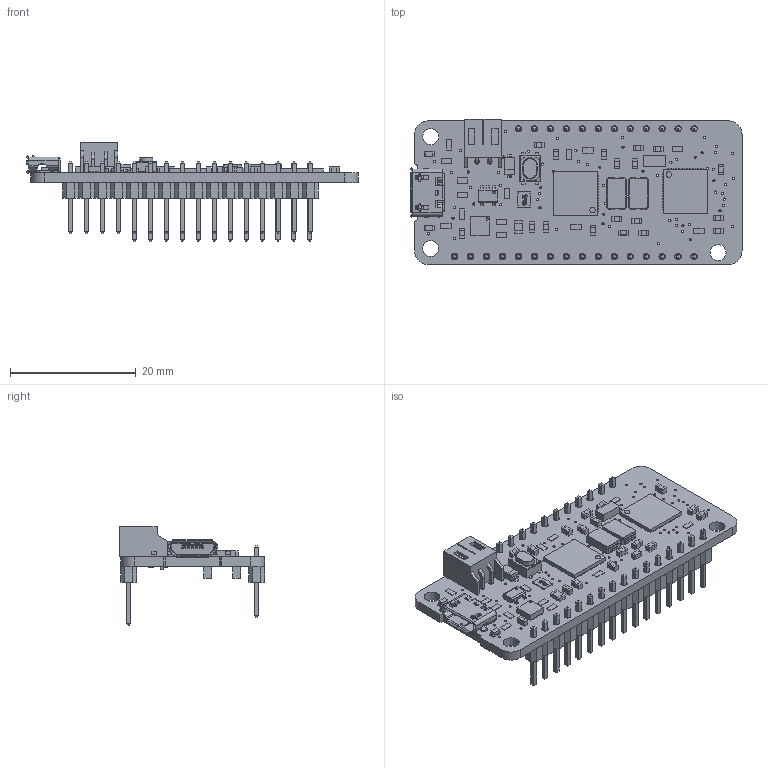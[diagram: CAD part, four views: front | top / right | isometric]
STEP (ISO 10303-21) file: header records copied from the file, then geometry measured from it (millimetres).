
FILE_DESCRIPTION(/* description */ (''),/* implementation_level */ '2;1');
FILE_NAME(/* name */ 'MINHF4.step',/* time_stamp */ '2019-02-11T15:59:58-07:00',/* author */ ('Minhdangle7a6 Minhdangle7a6'),/* organization */ (''),/* preprocessor_version */ 'ST-DEVELOPER v17.2',/* originating_system */ 'Autodesk Translation Framework v7.6.0.251',/* authorisation */ '');
FILE_SCHEMA (('AUTOMOTIVE_DESIGN { 1 0 10303 214 3 1 1 }'));
Products named in the file (40): STM32 Feather; PCB Component; Board; SOD-123; 30O/1.8A; 5592224; STM32F103CBU6; Body; ThermalPin; PinsArrayLR; PinsArrayTB; TPS63000DRCT; Body (1); ThermalPin (1); PinsArrayLR (1); STM32F411CEU6; Body (2); ThermalPin (2); PinsArrayLR (2); PinsArrayTB (1); USB-B-MICRO-SMD; micro usb02; micro usb; CHIPLED_0603; SWPA252012S-INDUCTOR; MCP73831; NX5032; User Library-ABM3-1_Fillet002; User Library-ABM3-1_Fillet001; User Library-ABM3-1_Pad001; 1X12; 1X16; CHIP-LED0603; JST-PH-2-THM-RA; 100nF; 4.2X3.25-TACTILE-SWITCH; 10uF; 3.2X1.5; 10k; SMD1,27-2,54
Assembly tree (75 placements, depth 5):
  STM32 Feather
    PCB Component
      Board
      SOD-123
      30O/1.8A
        5592224
          #100056
          #100057
          #100058
      STM32F103CBU6
        Body
        ThermalPin
        PinsArrayLR
        PinsArrayTB
      TPS63000DRCT
        Body (1)
        ThermalPin (1)
        PinsArrayLR (1)
      STM32F411CEU6
        Body (2)
        ThermalPin (2)
        PinsArrayLR (2)
        PinsArrayTB (1)
      USB-B-MICRO-SMD
        micro usb02
        micro usb
      CHIPLED_0603
      SWPA252012S-INDUCTOR
      MCP73831
      NX5032  x2
        User Library-ABM3-1_Fillet002
        User Library-ABM3-1_Fillet001
        User Library-ABM3-1_Pad001
      1X12
      1X16
      CHIP-LED0603
      JST-PH-2-THM-RA
      100nF  x17
      4.2X3.25-TACTILE-SWITCH
      10uF
      3.2X1.5
      10k  x16
      SMD1,27-2,54  x2
Bounding box: 52.81 x 23.11 x 15.66 mm (x, y, z)
Volume: 2632.7 mm3; surface area: 5950.8 mm2
Topology: 178 solids, 178 shells, 3707 faces, 8916 edges, 5603 vertices
Faces by surface type: plane 2430, cylinder 890, torus 250, bspline 109, sphere 28
Full cylindrical faces by diameter (mm): 0.35 x114, 0.375 x1, 0.392 x1, 0.8 x2, 0.85 x2, 0.875 x2, 1.016 x28, 2.54 x3
Entity records: 100204 total; most frequent: CARTESIAN_POINT 19267, DIRECTION 16350, ORIENTED_EDGE 15888, EDGE_CURVE 7944, LINE 5756, VECTOR 5756, AXIS2_PLACEMENT_3D 5297, VERTEX_POINT 4979
